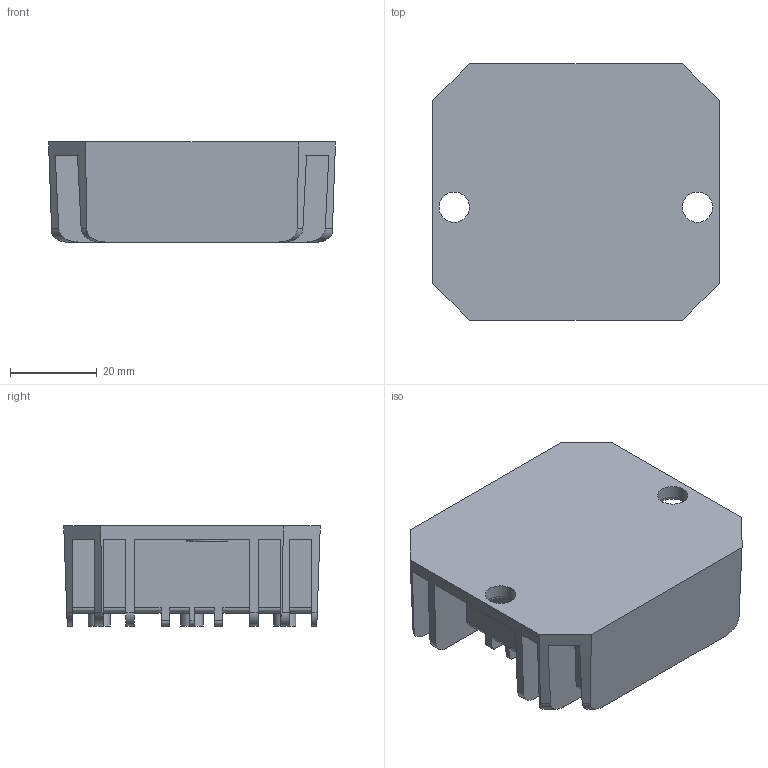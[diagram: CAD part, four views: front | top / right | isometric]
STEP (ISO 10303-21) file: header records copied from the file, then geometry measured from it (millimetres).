
FILE_DESCRIPTION(/* description */ (''),/* implementation_level */ '2;1');
FILE_NAME(/* name */ 'CS_Converter_CLL25-24S05.ipt.step',/* time_stamp */ '2014-01-01T17:20:04-08:00',/* author */ ('Autodesk Inc.'),/* organization */ ('Autodesk Inc.'),/* preprocessor_version */ 'ST-DEVELOPER v15.2',/* originating_system */ 'Autodesk Inventor 2014',/* authorisation */ '');
FILE_SCHEMA (('AUTOMOTIVE_DESIGN { 1 0 10303 214 3 1 1 }'));
Length unit declared in the file: inch
Products named in the file (1): CS_Converter_CLL25-24S05
Bounding box: 66 x 59 x 23.01 mm (x, y, z)
Volume: 61387.2 mm3; surface area: 17552.9 mm2
Topology: 1 solids, 1 shells, 124 faces, 360 edges, 240 vertices
Faces by surface type: plane 74, cylinder 46, cone 4
Full cylindrical faces by diameter (mm): 7 x2
Entity records: 4105 total; most frequent: CARTESIAN_POINT 715, ORIENTED_EDGE 704, DIRECTION 704, EDGE_CURVE 352, LINE 250, VECTOR 250, VERTEX_POINT 238, AXIS2_PLACEMENT_3D 227
